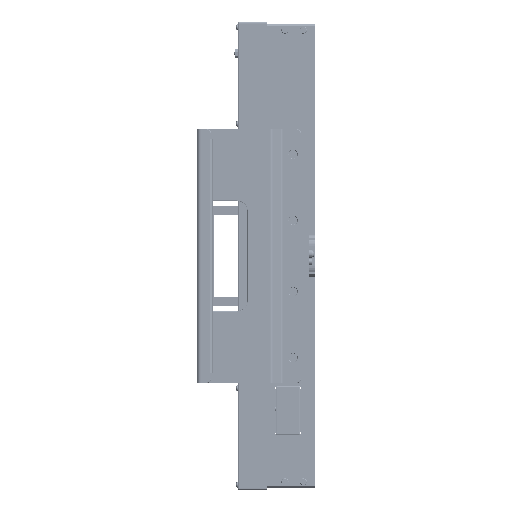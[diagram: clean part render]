
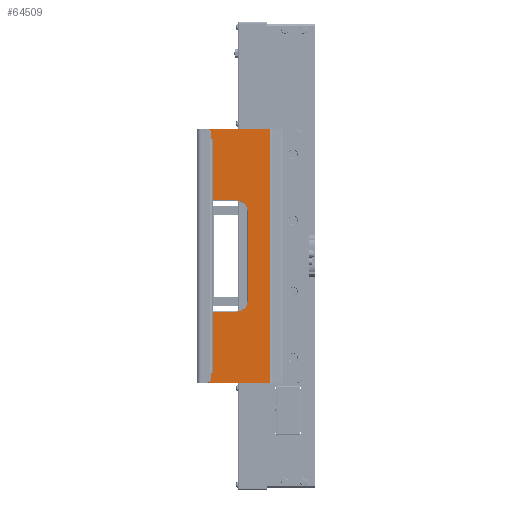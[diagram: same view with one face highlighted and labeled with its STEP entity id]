
A CAD part, left-side view. The second image highlights one B-rep face of the part: STEP entity #64509.
In plain terms, the highlighted face is planar.
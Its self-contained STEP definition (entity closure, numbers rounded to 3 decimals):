
#1247 = VERTEX_POINT ( 'NONE', #105534 ) ;
#4503 = VERTEX_POINT ( 'NONE', #40382 ) ;
#4704 = VERTEX_POINT ( 'NONE', #34497 ) ;
#5106 = DIRECTION ( 'NONE',  ( 0., 0., -1. ) ) ;
#5217 = EDGE_CURVE ( 'NONE', #4503, #1247, #138174, .T. ) ;
#5801 = LINE ( 'NONE', #59622, #131630 ) ;
#8362 = AXIS2_PLACEMENT_3D ( 'NONE', #81868, #83297, #137798 ) ;
#9203 = DIRECTION ( 'NONE',  ( 0., 1., 0. ) ) ;
#10407 = DIRECTION ( 'NONE',  ( 0., 0., 1. ) ) ;
#11021 = LINE ( 'NONE', #120720, #34909 ) ;
#11883 = VECTOR ( 'NONE', #39168, 1000. ) ;
#13479 = VERTEX_POINT ( 'NONE', #118333 ) ;
#16701 = ORIENTED_EDGE ( 'NONE', *, *, #5217, .T. ) ;
#18288 = EDGE_CURVE ( 'NONE', #13479, #115954, #138650, .T. ) ;
#19260 = EDGE_CURVE ( 'NONE', #1247, #116494, #114821, .T. ) ;
#20569 = LINE ( 'NONE', #109977, #122080 ) ;
#23503 = EDGE_CURVE ( 'NONE', #96088, #4704, #117578, .T. ) ;
#24800 = ORIENTED_EDGE ( 'NONE', *, *, #138454, .T. ) ;
#25700 = VERTEX_POINT ( 'NONE', #103747 ) ;
#27984 = CARTESIAN_POINT ( 'NONE',  ( 12., 99., 125. ) ) ;
#29245 = CIRCLE ( 'NONE', #52476, 10.5 ) ;
#30405 = VERTEX_POINT ( 'NONE', #118834 ) ;
#34284 = FACE_OUTER_BOUND ( 'NONE', #107807, .T. ) ;
#34497 = CARTESIAN_POINT ( 'NONE',  ( 12., 63., -54.6 ) ) ;
#34909 = VECTOR ( 'NONE', #99662, 1000. ) ;
#35292 = CARTESIAN_POINT ( 'NONE',  ( 12., 99., -54.6 ) ) ;
#39145 = DIRECTION ( 'NONE',  ( 0., 1., 0. ) ) ;
#39168 = DIRECTION ( 'NONE',  ( 0., 1., 0. ) ) ;
#39681 = VERTEX_POINT ( 'NONE', #71957 ) ;
#40382 = CARTESIAN_POINT ( 'NONE',  ( 12., 52.5, 44.1 ) ) ;
#43219 = CARTESIAN_POINT ( 'NONE',  ( 12., 103., 125. ) ) ;
#49081 = LINE ( 'NONE', #27984, #105053 ) ;
#49750 = ORIENTED_EDGE ( 'NONE', *, *, #136865, .T. ) ;
#49999 = ORIENTED_EDGE ( 'NONE', *, *, #23503, .T. ) ;
#50485 = DIRECTION ( 'NONE',  ( 0., 0., 1. ) ) ;
#51509 = LINE ( 'NONE', #86390, #79939 ) ;
#52476 = AXIS2_PLACEMENT_3D ( 'NONE', #54224, #86227, #9203 ) ;
#54224 = CARTESIAN_POINT ( 'NONE',  ( 12., 63., -44.1 ) ) ;
#59622 = CARTESIAN_POINT ( 'NONE',  ( 12., 30.828, 125. ) ) ;
#60444 = VECTOR ( 'NONE', #39145, 1000. ) ;
#60884 = ORIENTED_EDGE ( 'NONE', *, *, #86821, .T. ) ;
#64509 = ADVANCED_FACE ( 'NONE', ( #34284 ), #131180, .T. ) ;
#71957 = CARTESIAN_POINT ( 'NONE',  ( 12., 99., 124.5 ) ) ;
#73341 = DIRECTION ( 'NONE',  ( 0., 0., 1. ) ) ;
#78780 = EDGE_CURVE ( 'NONE', #39681, #30405, #11021, .T. ) ;
#79939 = VECTOR ( 'NONE', #73341, 1000. ) ;
#80531 = ORIENTED_EDGE ( 'NONE', *, *, #78780, .T. ) ;
#81042 = ORIENTED_EDGE ( 'NONE', *, *, #19260, .T. ) ;
#81868 = CARTESIAN_POINT ( 'NONE',  ( 12., 63., 44.1 ) ) ;
#83297 = DIRECTION ( 'NONE',  ( -1., 0., 0. ) ) ;
#86227 = DIRECTION ( 'NONE',  ( -1., 0., 0. ) ) ;
#86390 = CARTESIAN_POINT ( 'NONE',  ( 12., 52.5, 44.1 ) ) ;
#86544 = VECTOR ( 'NONE', #96483, 1000. ) ;
#86821 = EDGE_CURVE ( 'NONE', #30405, #13479, #5801, .T. ) ;
#92968 = CARTESIAN_POINT ( 'NONE',  ( 12., 103., -124.5 ) ) ;
#94880 = CARTESIAN_POINT ( 'NONE',  ( 12., 99., -124.5 ) ) ;
#94943 = EDGE_CURVE ( 'NONE', #25700, #4503, #51509, .T. ) ;
#96088 = VERTEX_POINT ( 'NONE', #35292 ) ;
#96483 = DIRECTION ( 'NONE',  ( 0., -1., 0. ) ) ;
#97214 = ORIENTED_EDGE ( 'NONE', *, *, #115929, .T. ) ;
#99662 = DIRECTION ( 'NONE',  ( 0., -1., 0. ) ) ;
#101898 = DIRECTION ( 'NONE',  ( 0., 1., 0. ) ) ;
#103747 = CARTESIAN_POINT ( 'NONE',  ( 12., 52.5, -44.1 ) ) ;
#105053 = VECTOR ( 'NONE', #50485, 1000. ) ;
#105534 = CARTESIAN_POINT ( 'NONE',  ( 12., 63., 54.6 ) ) ;
#107807 = EDGE_LOOP ( 'NONE', ( #60884, #110263, #24800, #49999, #49750, #111764, #16701, #81042, #97214, #80531 ) ) ;
#109401 = DIRECTION ( 'NONE',  ( 1., 0., 0. ) ) ;
#109977 = CARTESIAN_POINT ( 'NONE',  ( 12., 99., 125. ) ) ;
#110263 = ORIENTED_EDGE ( 'NONE', *, *, #18288, .T. ) ;
#111764 = ORIENTED_EDGE ( 'NONE', *, *, #94943, .T. ) ;
#114821 = LINE ( 'NONE', #137263, #11883 ) ;
#115929 = EDGE_CURVE ( 'NONE', #116494, #39681, #49081, .T. ) ;
#115954 = VERTEX_POINT ( 'NONE', #94880 ) ;
#116494 = VERTEX_POINT ( 'NONE', #126458 ) ;
#117578 = LINE ( 'NONE', #140708, #86544 ) ;
#118333 = CARTESIAN_POINT ( 'NONE',  ( 12., 30.828, -124.5 ) ) ;
#118834 = CARTESIAN_POINT ( 'NONE',  ( 12., 30.828, 124.5 ) ) ;
#120720 = CARTESIAN_POINT ( 'NONE',  ( 12., 30.828, 124.5 ) ) ;
#122080 = VECTOR ( 'NONE', #10407, 1000. ) ;
#126458 = CARTESIAN_POINT ( 'NONE',  ( 12., 99., 54.6 ) ) ;
#131180 = PLANE ( 'NONE',  #132533 ) ;
#131630 = VECTOR ( 'NONE', #5106, 1000. ) ;
#132533 = AXIS2_PLACEMENT_3D ( 'NONE', #43219, #109401, #101898 ) ;
#136865 = EDGE_CURVE ( 'NONE', #4704, #25700, #29245, .T. ) ;
#137263 = CARTESIAN_POINT ( 'NONE',  ( 12., 99., 54.6 ) ) ;
#137798 = DIRECTION ( 'NONE',  ( 0., 1., 0. ) ) ;
#138174 = CIRCLE ( 'NONE', #8362, 10.5 ) ;
#138454 = EDGE_CURVE ( 'NONE', #115954, #96088, #20569, .T. ) ;
#138650 = LINE ( 'NONE', #92968, #60444 ) ;
#140708 = CARTESIAN_POINT ( 'NONE',  ( 12., 63., -54.6 ) ) ;
